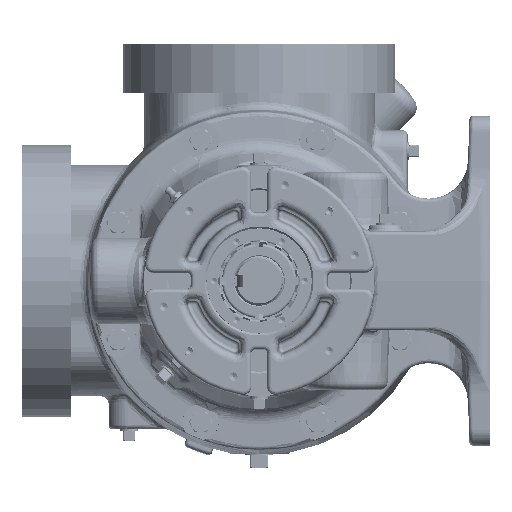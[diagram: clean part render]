
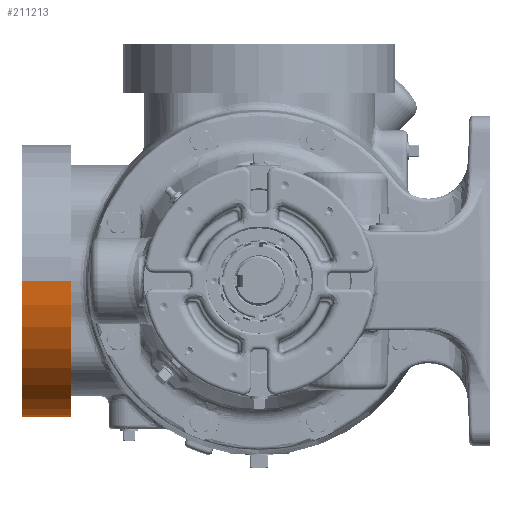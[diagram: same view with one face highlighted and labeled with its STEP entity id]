
A CAD part, left-side view. The second image highlights one B-rep face of the part: STEP entity #211213.
In plain terms, the highlighted cylindrical face has radius 104.775 mm (diameter 209.55 mm), a partial arc.
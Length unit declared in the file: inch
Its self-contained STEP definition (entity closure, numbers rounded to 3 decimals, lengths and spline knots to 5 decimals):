
#7474 = VECTOR ( 'NONE', #131013, 39.37008 ) ;
#9528 = VERTEX_POINT ( 'NONE', #68949 ) ;
#11225 = CARTESIAN_POINT ( 'NONE',  ( 8.638, 7.1875, 0. ) ) ;
#18049 = AXIS2_PLACEMENT_3D ( 'NONE', #146665, #130713, #232518 ) ;
#20193 = EDGE_CURVE ( 'NONE', #190273, #138669, #172212, .T. ) ;
#24964 = CIRCLE ( 'NONE', #37640, 4.125 ) ;
#26293 = CYLINDRICAL_SURFACE ( 'NONE', #18049, 4.125 ) ;
#31765 = CARTESIAN_POINT ( 'NONE',  ( 8.638, 4.88156, 0. ) ) ;
#31985 = DIRECTION ( 'NONE',  ( 0., -1., 0. ) ) ;
#37640 = AXIS2_PLACEMENT_3D ( 'NONE', #121636, #183739, #83209 ) ;
#51832 = CARTESIAN_POINT ( 'NONE',  ( 0.388, 4.88156, 0. ) ) ;
#66007 = EDGE_CURVE ( 'NONE', #138669, #9528, #229669, .T. ) ;
#68949 = CARTESIAN_POINT ( 'NONE',  ( 8.638, 5.6875, 0. ) ) ;
#68987 = DIRECTION ( 'NONE',  ( -1., 0., 0. ) ) ;
#79403 = VERTEX_POINT ( 'NONE', #11225 ) ;
#83209 = DIRECTION ( 'NONE',  ( -1., 0., 0. ) ) ;
#88848 = CARTESIAN_POINT ( 'NONE',  ( 4.513, 5.6875, 0. ) ) ;
#121636 = CARTESIAN_POINT ( 'NONE',  ( 4.513, 7.1875, 0. ) ) ;
#126843 = EDGE_CURVE ( 'NONE', #190273, #79403, #24964, .T. ) ;
#127727 = CARTESIAN_POINT ( 'NONE',  ( 0.388, 5.6875, 0. ) ) ;
#129820 = DIRECTION ( 'NONE',  ( 0., -1., 0. ) ) ;
#130713 = DIRECTION ( 'NONE',  ( 0., -1., 0. ) ) ;
#131013 = DIRECTION ( 'NONE',  ( 0., -1., 0. ) ) ;
#136248 = LINE ( 'NONE', #31765, #7474 ) ;
#138669 = VERTEX_POINT ( 'NONE', #127727 ) ;
#142422 = EDGE_CURVE ( 'NONE', #79403, #9528, #136248, .T. ) ;
#142903 = ORIENTED_EDGE ( 'NONE', *, *, #142422, .T. ) ;
#146665 = CARTESIAN_POINT ( 'NONE',  ( 4.513, 4.88156, 0. ) ) ;
#172212 = LINE ( 'NONE', #51832, #236461 ) ;
#183236 = AXIS2_PLACEMENT_3D ( 'NONE', #88848, #129820, #68987 ) ;
#183739 = DIRECTION ( 'NONE',  ( 0., -1., 0. ) ) ;
#190273 = VERTEX_POINT ( 'NONE', #229628 ) ;
#211213 = ADVANCED_FACE ( 'Defeatured_0_3759', ( #249744 ), #26293, .T. ) ;
#226927 = ORIENTED_EDGE ( 'NONE', *, *, #66007, .F. ) ;
#229628 = CARTESIAN_POINT ( 'NONE',  ( 0.388, 7.1875, 0. ) ) ;
#229669 = CIRCLE ( 'NONE', #183236, 4.125 ) ;
#232425 = EDGE_LOOP ( 'NONE', ( #251380, #142903, #226927, #255726 ) ) ;
#232518 = DIRECTION ( 'NONE',  ( -1., 0., 0. ) ) ;
#236461 = VECTOR ( 'NONE', #31985, 39.37008 ) ;
#249744 = FACE_OUTER_BOUND ( 'NONE', #232425, .T. ) ;
#251380 = ORIENTED_EDGE ( 'NONE', *, *, #126843, .T. ) ;
#255726 = ORIENTED_EDGE ( 'NONE', *, *, #20193, .F. ) ;
